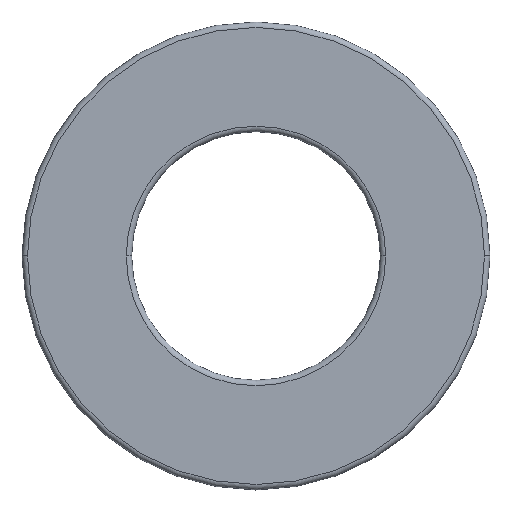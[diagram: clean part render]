
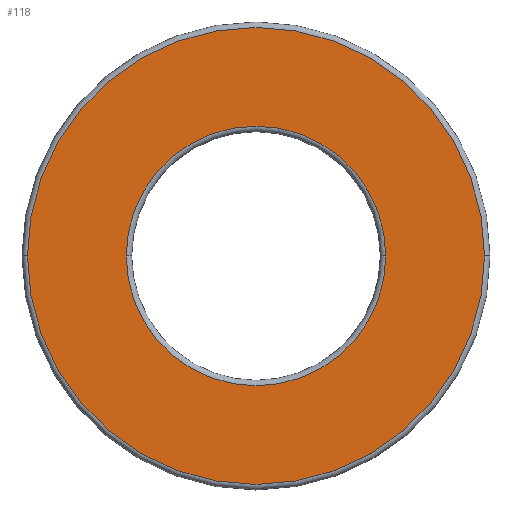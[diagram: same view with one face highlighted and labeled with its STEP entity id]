
A CAD part, top view. The second image highlights one B-rep face of the part: STEP entity #118.
In plain terms, the highlighted planar face has unit normal (0, 0, 1).
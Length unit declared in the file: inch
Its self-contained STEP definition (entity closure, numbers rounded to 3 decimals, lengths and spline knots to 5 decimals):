
#1 = ORIENTED_EDGE ( 'NONE', *, *, #231, .T. ) ;
#13 = CIRCLE ( 'NONE', #58, 1.95325 ) ;
#21 = DIRECTION ( 'NONE',  ( 0., 0., -1. ) ) ;
#24 = DIRECTION ( 'NONE',  ( 1., 0., 0. ) ) ;
#27 = CARTESIAN_POINT ( 'NONE',  ( 0., 0., 0.0935 ) ) ;
#43 = CIRCLE ( 'NONE', #159, 1.95325 ) ;
#54 = CARTESIAN_POINT ( 'NONE',  ( 0., 0., 0.0935 ) ) ;
#58 = AXIS2_PLACEMENT_3D ( 'NONE', #328, #211, #212 ) ;
#60 = FACE_BOUND ( 'NONE', #335, .T. ) ;
#64 = AXIS2_PLACEMENT_3D ( 'NONE', #54, #114, #295 ) ;
#65 = VERTEX_POINT ( 'NONE', #122 ) ;
#77 = CARTESIAN_POINT ( 'NONE',  ( 0., 0., 0.0935 ) ) ;
#80 = CIRCLE ( 'NONE', #64, 1.10925 ) ;
#100 = EDGE_CURVE ( 'NONE', #345, #324, #43, .T. ) ;
#101 = PLANE ( 'NONE',  #119 ) ;
#107 = DIRECTION ( 'NONE',  ( 1., 0., 0. ) ) ;
#114 = DIRECTION ( 'NONE',  ( 0., 0., -1. ) ) ;
#118 = ADVANCED_FACE ( 'NONE', ( #134, #60 ), #101, .T. ) ;
#119 = AXIS2_PLACEMENT_3D ( 'NONE', #322, #131, #107 ) ;
#122 = CARTESIAN_POINT ( 'NONE',  ( -1.10925, 0., 0.0935 ) ) ;
#126 = CIRCLE ( 'NONE', #247, 1.10925 ) ;
#131 = DIRECTION ( 'NONE',  ( 0., 0., 1. ) ) ;
#134 = FACE_OUTER_BOUND ( 'NONE', #192, .T. ) ;
#146 = EDGE_CURVE ( 'NONE', #227, #65, #126, .T. ) ;
#159 = AXIS2_PLACEMENT_3D ( 'NONE', #27, #264, #178 ) ;
#178 = DIRECTION ( 'NONE',  ( 1., 0., 0. ) ) ;
#191 = CARTESIAN_POINT ( 'NONE',  ( 1.95325, 0., 0.0935 ) ) ;
#192 = EDGE_LOOP ( 'NONE', ( #307, #235 ) ) ;
#205 = CARTESIAN_POINT ( 'NONE',  ( 1.10925, 0., 0.0935 ) ) ;
#211 = DIRECTION ( 'NONE',  ( 0., 0., 1. ) ) ;
#212 = DIRECTION ( 'NONE',  ( 1., 0., 0. ) ) ;
#227 = VERTEX_POINT ( 'NONE', #205 ) ;
#231 = EDGE_CURVE ( 'NONE', #65, #227, #80, .T. ) ;
#235 = ORIENTED_EDGE ( 'NONE', *, *, #321, .T. ) ;
#238 = CARTESIAN_POINT ( 'NONE',  ( -1.95325, 0., 0.0935 ) ) ;
#247 = AXIS2_PLACEMENT_3D ( 'NONE', #77, #21, #24 ) ;
#264 = DIRECTION ( 'NONE',  ( 0., 0., 1. ) ) ;
#295 = DIRECTION ( 'NONE',  ( 1., 0., 0. ) ) ;
#307 = ORIENTED_EDGE ( 'NONE', *, *, #100, .T. ) ;
#314 = ORIENTED_EDGE ( 'NONE', *, *, #146, .T. ) ;
#321 = EDGE_CURVE ( 'NONE', #324, #345, #13, .T. ) ;
#322 = CARTESIAN_POINT ( 'NONE',  ( 0., 0., 0.0935 ) ) ;
#324 = VERTEX_POINT ( 'NONE', #238 ) ;
#328 = CARTESIAN_POINT ( 'NONE',  ( 0., 0., 0.0935 ) ) ;
#335 = EDGE_LOOP ( 'NONE', ( #314, #1 ) ) ;
#345 = VERTEX_POINT ( 'NONE', #191 ) ;
